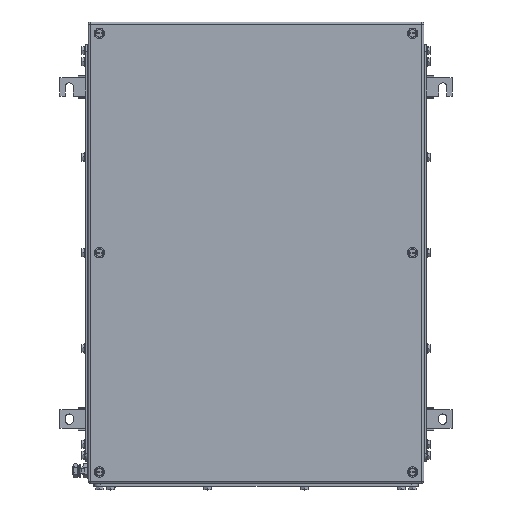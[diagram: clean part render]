
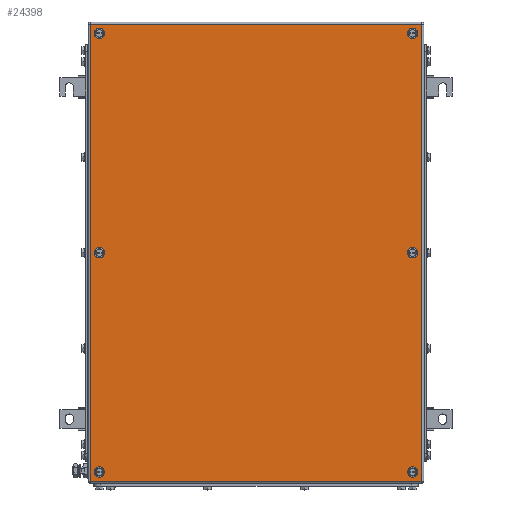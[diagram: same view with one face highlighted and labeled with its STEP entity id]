
A CAD part, top view. The second image highlights one B-rep face of the part: STEP entity #24398.
In plain terms, the highlighted planar face has unit normal (0, 0, 1).
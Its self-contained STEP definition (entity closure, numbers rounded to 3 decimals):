
#24236=AXIS2_PLACEMENT_3D('Circle Axis2P3D',#24234,#24235,$) ;
#24263=AXIS2_PLACEMENT_3D('Plane Axis2P3D',#24260,#24261,#24262) ;
#24301=AXIS2_PLACEMENT_3D('Circle Axis2P3D',#24299,#24300,$) ;
#24310=AXIS2_PLACEMENT_3D('Circle Axis2P3D',#24308,#24309,$) ;
#24319=AXIS2_PLACEMENT_3D('Circle Axis2P3D',#24317,#24318,$) ;
#24328=AXIS2_PLACEMENT_3D('Circle Axis2P3D',#24326,#24327,$) ;
#24337=AXIS2_PLACEMENT_3D('Circle Axis2P3D',#24335,#24336,$) ;
#24346=AXIS2_PLACEMENT_3D('Circle Axis2P3D',#24344,#24345,$) ;
#24355=AXIS2_PLACEMENT_3D('Circle Axis2P3D',#24353,#24354,$) ;
#24364=AXIS2_PLACEMENT_3D('Circle Axis2P3D',#24362,#24363,$) ;
#24373=AXIS2_PLACEMENT_3D('Circle Axis2P3D',#24371,#24372,$) ;
#24382=AXIS2_PLACEMENT_3D('Circle Axis2P3D',#24380,#24381,$) ;
#24391=AXIS2_PLACEMENT_3D('Circle Axis2P3D',#24389,#24390,$) ;
#24231=CARTESIAN_POINT('Vertex',(56.5,321.,203.5)) ;
#24234=CARTESIAN_POINT('Axis2P3D Location',(53.,321.,203.5)) ;
#24238=CARTESIAN_POINT('Vertex',(49.5,321.,203.5)) ;
#24260=CARTESIAN_POINT('Axis2P3D Location',(265.5,321.,203.5)) ;
#24265=CARTESIAN_POINT('Line Origine',(265.5,630.5,203.5)) ;
#24269=CARTESIAN_POINT('Vertex',(490.,630.5,203.5)) ;
#24271=CARTESIAN_POINT('Vertex',(41.,630.5,203.5)) ;
#24274=CARTESIAN_POINT('Line Origine',(41.,321.,203.5)) ;
#24278=CARTESIAN_POINT('Vertex',(41.,11.5,203.5)) ;
#24281=CARTESIAN_POINT('Line Origine',(265.5,11.5,203.5)) ;
#24285=CARTESIAN_POINT('Vertex',(490.,11.5,203.5)) ;
#24288=CARTESIAN_POINT('Line Origine',(490.,321.,203.5)) ;
#24299=CARTESIAN_POINT('Axis2P3D Location',(53.,321.,203.5)) ;
#24308=CARTESIAN_POINT('Axis2P3D Location',(478.,321.,203.5)) ;
#24312=CARTESIAN_POINT('Vertex',(481.5,321.,203.5)) ;
#24314=CARTESIAN_POINT('Vertex',(474.5,321.,203.5)) ;
#24317=CARTESIAN_POINT('Axis2P3D Location',(478.,321.,203.5)) ;
#24326=CARTESIAN_POINT('Axis2P3D Location',(53.,618.5,203.5)) ;
#24330=CARTESIAN_POINT('Vertex',(49.5,618.5,203.5)) ;
#24332=CARTESIAN_POINT('Vertex',(56.5,618.5,203.5)) ;
#24335=CARTESIAN_POINT('Axis2P3D Location',(53.,618.5,203.5)) ;
#24344=CARTESIAN_POINT('Axis2P3D Location',(53.,23.5,203.5)) ;
#24348=CARTESIAN_POINT('Vertex',(49.5,23.5,203.5)) ;
#24350=CARTESIAN_POINT('Vertex',(56.5,23.5,203.5)) ;
#24353=CARTESIAN_POINT('Axis2P3D Location',(53.,23.5,203.5)) ;
#24362=CARTESIAN_POINT('Axis2P3D Location',(478.,23.5,203.5)) ;
#24366=CARTESIAN_POINT('Vertex',(481.5,23.5,203.5)) ;
#24368=CARTESIAN_POINT('Vertex',(474.5,23.5,203.5)) ;
#24371=CARTESIAN_POINT('Axis2P3D Location',(478.,23.5,203.5)) ;
#24380=CARTESIAN_POINT('Axis2P3D Location',(478.,618.5,203.5)) ;
#24384=CARTESIAN_POINT('Vertex',(481.5,618.5,203.5)) ;
#24386=CARTESIAN_POINT('Vertex',(474.5,618.5,203.5)) ;
#24389=CARTESIAN_POINT('Axis2P3D Location',(478.,618.5,203.5)) ;
#24235=DIRECTION('Axis2P3D Direction',(0.,0.,1.)) ;
#24261=DIRECTION('Axis2P3D Direction',(0.,0.,1.)) ;
#24262=DIRECTION('Axis2P3D XDirection',(1.,0.,0.)) ;
#24266=DIRECTION('Vector Direction',(1.,0.,0.)) ;
#24275=DIRECTION('Vector Direction',(0.,-1.,0.)) ;
#24282=DIRECTION('Vector Direction',(1.,0.,0.)) ;
#24289=DIRECTION('Vector Direction',(0.,1.,0.)) ;
#24300=DIRECTION('Axis2P3D Direction',(0.,0.,1.)) ;
#24309=DIRECTION('Axis2P3D Direction',(0.,0.,1.)) ;
#24318=DIRECTION('Axis2P3D Direction',(0.,0.,1.)) ;
#24327=DIRECTION('Axis2P3D Direction',(0.,0.,1.)) ;
#24336=DIRECTION('Axis2P3D Direction',(0.,0.,1.)) ;
#24345=DIRECTION('Axis2P3D Direction',(0.,0.,1.)) ;
#24354=DIRECTION('Axis2P3D Direction',(0.,0.,1.)) ;
#24363=DIRECTION('Axis2P3D Direction',(0.,0.,1.)) ;
#24372=DIRECTION('Axis2P3D Direction',(0.,0.,1.)) ;
#24381=DIRECTION('Axis2P3D Direction',(0.,0.,1.)) ;
#24390=DIRECTION('Axis2P3D Direction',(0.,0.,1.)) ;
#24267=VECTOR('Line Direction',#24266,1.) ;
#24276=VECTOR('Line Direction',#24275,1.) ;
#24283=VECTOR('Line Direction',#24282,1.) ;
#24290=VECTOR('Line Direction',#24289,1.) ;
#24294=ORIENTED_EDGE('',*,*,#24273,.T.) ;
#24295=ORIENTED_EDGE('',*,*,#24280,.T.) ;
#24296=ORIENTED_EDGE('',*,*,#24287,.T.) ;
#24297=ORIENTED_EDGE('',*,*,#24292,.T.) ;
#24305=ORIENTED_EDGE('',*,*,#24303,.F.) ;
#24306=ORIENTED_EDGE('',*,*,#24240,.F.) ;
#24323=ORIENTED_EDGE('',*,*,#24316,.F.) ;
#24324=ORIENTED_EDGE('',*,*,#24321,.F.) ;
#24341=ORIENTED_EDGE('',*,*,#24334,.F.) ;
#24342=ORIENTED_EDGE('',*,*,#24339,.F.) ;
#24359=ORIENTED_EDGE('',*,*,#24352,.F.) ;
#24360=ORIENTED_EDGE('',*,*,#24357,.F.) ;
#24377=ORIENTED_EDGE('',*,*,#24370,.F.) ;
#24378=ORIENTED_EDGE('',*,*,#24375,.F.) ;
#24395=ORIENTED_EDGE('',*,*,#24388,.F.) ;
#24396=ORIENTED_EDGE('',*,*,#24393,.F.) ;
#24307=FACE_BOUND('',#24304,.T.) ;
#24325=FACE_BOUND('',#24322,.T.) ;
#24343=FACE_BOUND('',#24340,.T.) ;
#24361=FACE_BOUND('',#24358,.T.) ;
#24379=FACE_BOUND('',#24376,.T.) ;
#24397=FACE_BOUND('',#24394,.T.) ;
#24398=ADVANCED_FACE('ZUB_KTB_FS_624520_3GP_AllCATPart.2\\ZUB_DE_KTB_FS.1\\DE_KTB_MH_PART_MASTER.1\\Koerper.2',(#24298,#24307,#24325,#24343,#24361,#24379,#24397),#24264,.T.) ;
#24237=CIRCLE('generated circle',#24236,3.5) ;
#24302=CIRCLE('generated circle',#24301,3.5) ;
#24311=CIRCLE('generated circle',#24310,3.5) ;
#24320=CIRCLE('generated circle',#24319,3.5) ;
#24329=CIRCLE('generated circle',#24328,3.5) ;
#24338=CIRCLE('generated circle',#24337,3.5) ;
#24347=CIRCLE('generated circle',#24346,3.5) ;
#24356=CIRCLE('generated circle',#24355,3.5) ;
#24365=CIRCLE('generated circle',#24364,3.5) ;
#24374=CIRCLE('generated circle',#24373,3.5) ;
#24383=CIRCLE('generated circle',#24382,3.5) ;
#24392=CIRCLE('generated circle',#24391,3.5) ;
#24240=EDGE_CURVE('',#24232,#24239,#24237,.T.) ;
#24273=EDGE_CURVE('',#24270,#24272,#24268,.F.) ;
#24280=EDGE_CURVE('',#24272,#24279,#24277,.T.) ;
#24287=EDGE_CURVE('',#24279,#24286,#24284,.T.) ;
#24292=EDGE_CURVE('',#24286,#24270,#24291,.T.) ;
#24303=EDGE_CURVE('',#24239,#24232,#24302,.T.) ;
#24316=EDGE_CURVE('',#24313,#24315,#24311,.T.) ;
#24321=EDGE_CURVE('',#24315,#24313,#24320,.T.) ;
#24334=EDGE_CURVE('',#24331,#24333,#24329,.T.) ;
#24339=EDGE_CURVE('',#24333,#24331,#24338,.T.) ;
#24352=EDGE_CURVE('',#24349,#24351,#24347,.T.) ;
#24357=EDGE_CURVE('',#24351,#24349,#24356,.T.) ;
#24370=EDGE_CURVE('',#24367,#24369,#24365,.T.) ;
#24375=EDGE_CURVE('',#24369,#24367,#24374,.T.) ;
#24388=EDGE_CURVE('',#24385,#24387,#24383,.T.) ;
#24393=EDGE_CURVE('',#24387,#24385,#24392,.T.) ;
#24293=EDGE_LOOP('',(#24294,#24295,#24296,#24297)) ;
#24304=EDGE_LOOP('',(#24305,#24306)) ;
#24322=EDGE_LOOP('',(#24323,#24324)) ;
#24340=EDGE_LOOP('',(#24341,#24342)) ;
#24358=EDGE_LOOP('',(#24359,#24360)) ;
#24376=EDGE_LOOP('',(#24377,#24378)) ;
#24394=EDGE_LOOP('',(#24395,#24396)) ;
#24298=FACE_OUTER_BOUND('',#24293,.T.) ;
#24268=LINE('Line',#24265,#24267) ;
#24277=LINE('Line',#24274,#24276) ;
#24284=LINE('Line',#24281,#24283) ;
#24291=LINE('Line',#24288,#24290) ;
#24264=PLANE('',#24263) ;
#24232=VERTEX_POINT('',#24231) ;
#24239=VERTEX_POINT('',#24238) ;
#24270=VERTEX_POINT('',#24269) ;
#24272=VERTEX_POINT('',#24271) ;
#24279=VERTEX_POINT('',#24278) ;
#24286=VERTEX_POINT('',#24285) ;
#24313=VERTEX_POINT('',#24312) ;
#24315=VERTEX_POINT('',#24314) ;
#24331=VERTEX_POINT('',#24330) ;
#24333=VERTEX_POINT('',#24332) ;
#24349=VERTEX_POINT('',#24348) ;
#24351=VERTEX_POINT('',#24350) ;
#24367=VERTEX_POINT('',#24366) ;
#24369=VERTEX_POINT('',#24368) ;
#24385=VERTEX_POINT('',#24384) ;
#24387=VERTEX_POINT('',#24386) ;
